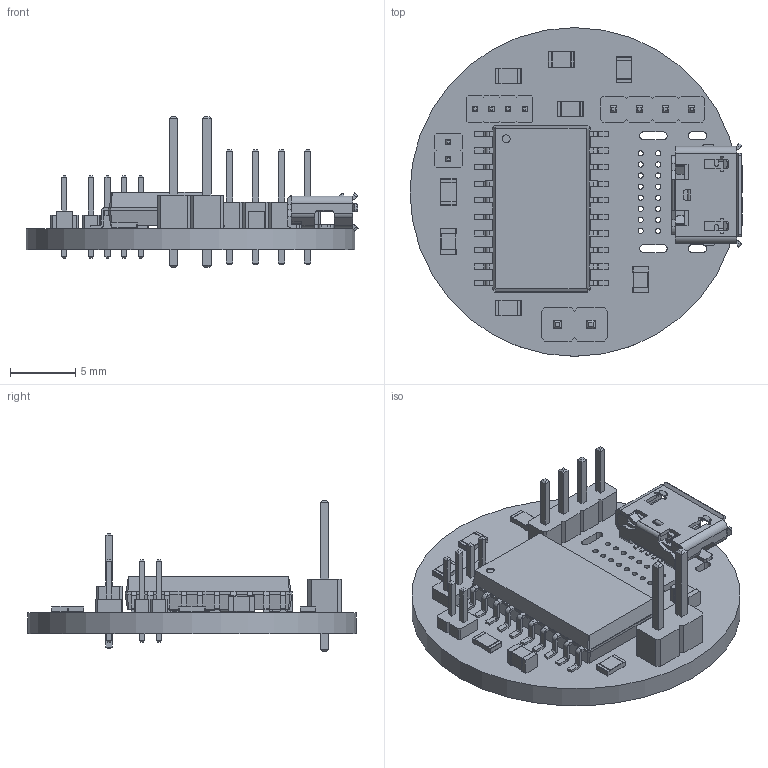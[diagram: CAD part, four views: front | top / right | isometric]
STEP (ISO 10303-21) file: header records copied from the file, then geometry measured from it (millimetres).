
FILE_DESCRIPTION(('KiCad electronic assembly'),'2;1');
FILE_NAME('lamp_pcb.step','2021-06-22T17:15:28',('An Author'),( 'A Company'),'Open CASCADE STEP processor 6.9', 'KiCad to STEP converter','Unknown');
FILE_SCHEMA(('AUTOMOTIVE_DESIGN { 1 0 10303 214 1 1 1 1 }'));
Length unit declared in the file: millimetre
Products named in the file (18): Open CASCADE STEP translator 6.9 1; PinHeader_1x02_P1.27mm_Vertical; SOLID; PinHeader_1x04_P2.00mm_Vertical; R_0805_2012Metric; PinHeader_1x02_P2.54mm_Vertical; PinHeader_1x04_P1.27mm_Vertical; USB_Micro-B_Molex_47346-0001; SOIC-20W_7.5x12.8mm_P1.27mm; C_0805_2012Metric; COMPOUND
Assembly tree (23 placements, depth 3):
  Open CASCADE STEP translator 6.9 1
    PinHeader_1x02_P1.27mm_Vertical
      SOLID
    PinHeader_1x04_P2.00mm_Vertical
      SOLID
    R_0805_2012Metric  x6
      SOLID
    PinHeader_1x02_P2.54mm_Vertical
      SOLID
    PinHeader_1x04_P1.27mm_Vertical
      SOLID
    USB_Micro-B_Molex_47346-0001
      SOLID
    SOIC-20W_7.5x12.8mm_P1.27mm
      SOLID
    C_0805_2012Metric  x2
      SOLID
    COMPOUND
Bounding box: 25.45 x 25.2 x 11.54 mm (x, y, z)
Volume: 1170.2 mm3; surface area: 2206.8 mm2
Topology: 15 solids, 15 shells, 1383 faces, 3750 edges, 2406 vertices
Faces by surface type: plane 1020, cylinder 315, bspline 44, sphere 4
Full cylindrical faces by diameter (mm): 0.4 x16, 0.6 x1, 0.65 x6, 0.8 x4, 1 x2, 25.2 x1
Entity records: 92052 total; most frequent: CARTESIAN_POINT 16820, DIRECTION 12384, LINE 8486, VECTOR 8486, ORIENTED_EDGE 6668, PCURVE 6668, DEFINITIONAL_REPRESENTATION 6668, EDGE_CURVE 3334
